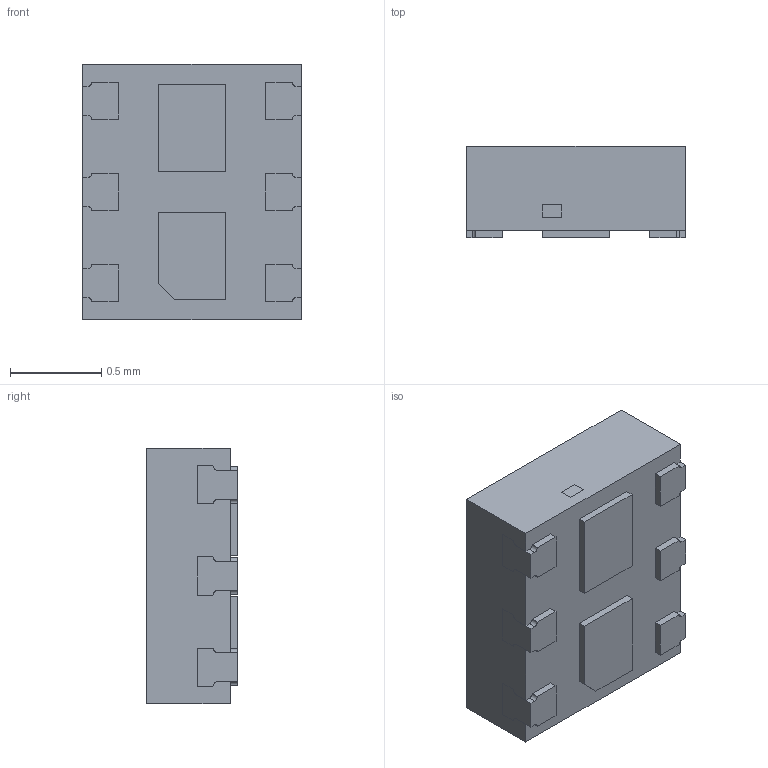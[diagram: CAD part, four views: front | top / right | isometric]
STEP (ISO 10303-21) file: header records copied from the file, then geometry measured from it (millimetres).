
FILE_DESCRIPTION (( 'STEP AP214' ), '1' );
FILE_NAME ('SOT1268-1.STEP', '2020-09-20T23:49:27', ( '' ), ( '' ), 'SwSTEP 2.0', 'SolidWorks 2017', '' );
FILE_SCHEMA (( 'AUTOMOTIVE_DESIGN' ));
Length unit declared in the file: millimetre
Products named in the file (1): SOT1268-1
Bounding box: 1.2 x 0.5 x 1.4 mm (x, y, z)
Volume: 0.8 mm3; surface area: 11.7 mm2
Topology: 2 solids, 2 shells, 224 faces, 724 edges, 476 vertices
Faces by surface type: plane 176, cylinder 48
Entity records: 8379 total; most frequent: CARTESIAN_POINT 1857, ORIENTED_EDGE 1448, DIRECTION 1250, EDGE_CURVE 724, LINE 600, VECTOR 600, VERTEX_POINT 476, AXIS2_PLACEMENT_3D 325
